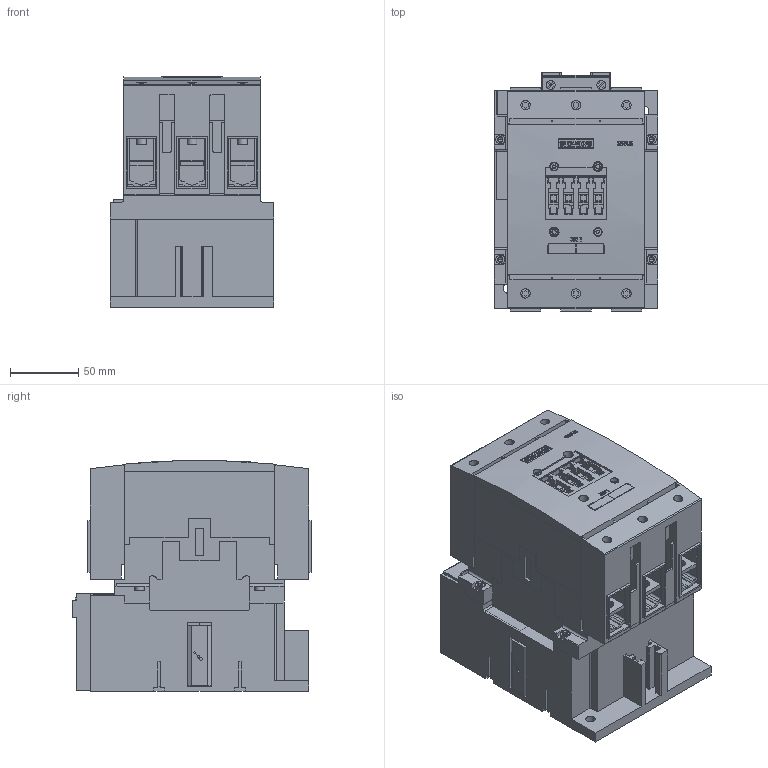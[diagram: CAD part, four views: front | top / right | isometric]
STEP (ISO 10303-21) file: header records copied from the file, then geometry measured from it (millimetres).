
FILE_DESCRIPTION(('STEP AP214'),'1');
FILE_NAME('cctmp_27914FD4-7121-4998-ABFC-4F2F5A53C783_2023_07_24_18_42_11_0174..stp','2023-07-24T16:42:13',('SIEMENS A&D'),('CADClick - www.CADClick.com'),'Spatial InterOp 3D postprocessed',' ','unknown authorization');
FILE_SCHEMA(('AUTOMOTIVE_DESIGN'));
Length unit declared in the file: millimetre
Products named in the file (1): 2023_07_24_18_42_11_0111
Bounding box: 120 x 175 x 169.3 mm (x, y, z)
Volume: 2146614 mm3; surface area: 293534.9 mm2
Topology: 1 solids, 5 shells, 2421 faces, 7110 edges, 4661 vertices
Faces by surface type: plane 1707, cylinder 612, cone 58, torus 40, sphere 4
Entity records: 90670 total; most frequent: CARTESIAN_POINT 17673, ORIENTED_EDGE 14164, DIRECTION 13297, EDGE_CURVE 7082, LINE 5319, VECTOR 5319, VERTEX_POINT 4661, AXIS2_PLACEMENT_3D 3989
